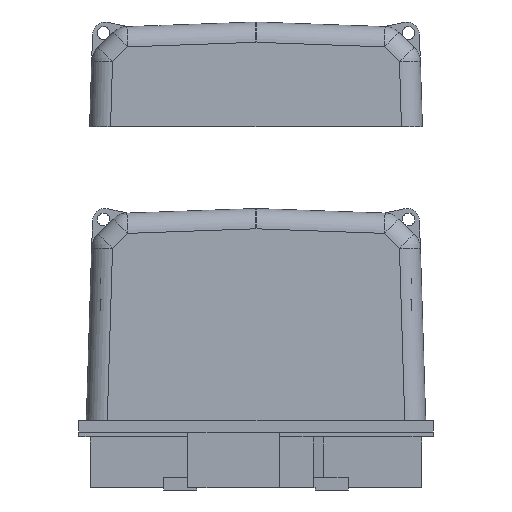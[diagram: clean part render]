
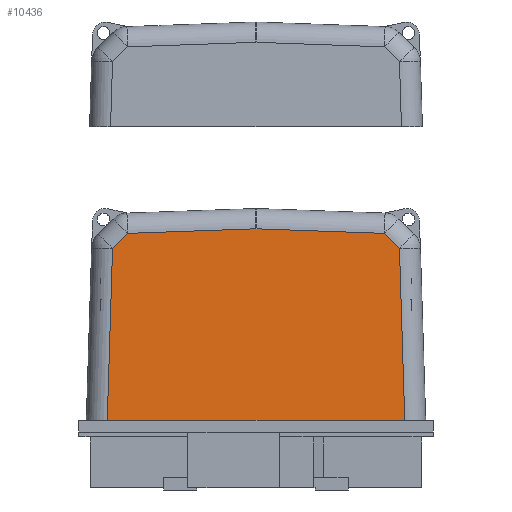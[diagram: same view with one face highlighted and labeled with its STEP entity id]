
A CAD part, front view. The second image highlights one B-rep face of the part: STEP entity #10436.
In plain terms, the highlighted planar face has unit normal (0, -1, 0.033).
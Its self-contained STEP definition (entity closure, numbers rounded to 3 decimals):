
#5061=ORIENTED_EDGE('',*,*,#7074,.F.);
#5062=ORIENTED_EDGE('',*,*,#7076,.F.);
#5063=ORIENTED_EDGE('',*,*,#7077,.F.);
#5064=ORIENTED_EDGE('',*,*,#7078,.F.);
#5065=ORIENTED_EDGE('',*,*,#7079,.F.);
#5066=ORIENTED_EDGE('',*,*,#7025,.F.);
#5067=ORIENTED_EDGE('',*,*,#7035,.F.);
#5941=VECTOR('',#7961,1.);
#5947=VECTOR('',#7983,1.);
#5972=VECTOR('',#8056,1.);
#5974=VECTOR('',#8060,1.);
#5975=VECTOR('',#8061,1.);
#5976=VECTOR('',#8062,1.);
#5977=VECTOR('',#8063,1.);
#6328=LINE('',#9008,#5941);
#6334=LINE('',#9029,#5947);
#6359=LINE('',#9105,#5972);
#6361=LINE('',#9109,#5974);
#6362=LINE('',#9111,#5975);
#6363=LINE('',#9113,#5976);
#6364=LINE('',#9114,#5977);
#6706=VERTEX_POINT('',#9005);
#6707=VERTEX_POINT('',#9007);
#6713=VERTEX_POINT('',#9026);
#6741=VERTEX_POINT('',#9101);
#6742=VERTEX_POINT('',#9108);
#6743=VERTEX_POINT('',#9110);
#6744=VERTEX_POINT('',#9112);
#7025=EDGE_CURVE('',#6706,#6707,#6328,.T.);
#7035=EDGE_CURVE('',#6713,#6706,#6334,.T.);
#7074=EDGE_CURVE('',#6741,#6713,#6359,.T.);
#7076=EDGE_CURVE('',#6742,#6741,#6361,.T.);
#7077=EDGE_CURVE('',#6743,#6742,#6362,.T.);
#7078=EDGE_CURVE('',#6744,#6743,#6363,.T.);
#7079=EDGE_CURVE('',#6707,#6744,#6364,.T.);
#7509=EDGE_LOOP('',(#5061,#5062,#5063,#5064,#5065,#5066,#5067));
#7720=FACE_BOUND('',#7509,.T.);
#7961=DIRECTION('',(-425.937,0.,0.));
#7983=DIRECTION('',(7.585,-8.129,-246.427));
#8056=DIRECTION('',(21.636,-0.704,-21.355));
#8058=DIRECTION('',(0.,-0.999,0.033));
#8059=DIRECTION('',(-0.999,0.,0.));
#8060=DIRECTION('',(183.747,-0.216,-6.546));
#8061=DIRECTION('',(183.747,0.216,6.546));
#8062=DIRECTION('',(21.636,0.704,21.355));
#8063=DIRECTION('',(7.585,8.129,246.427));
#9005=CARTESIAN_POINT('',(537.258,-256.347,605.553));
#9007=CARTESIAN_POINT('',(111.321,-256.347,605.553));
#9008=CARTESIAN_POINT('',(537.258,-256.347,605.553));
#9026=CARTESIAN_POINT('',(529.673,-248.218,851.979));
#9029=CARTESIAN_POINT('',(529.673,-248.218,851.979));
#9101=CARTESIAN_POINT('',(508.037,-247.513,873.335));
#9105=CARTESIAN_POINT('',(508.037,-247.513,873.335));
#9107=CARTESIAN_POINT('',(508.037,-247.513,873.335));
#9108=CARTESIAN_POINT('',(324.29,-247.297,879.88));
#9109=CARTESIAN_POINT('',(324.29,-247.297,879.88));
#9110=CARTESIAN_POINT('',(140.543,-247.513,873.335));
#9111=CARTESIAN_POINT('',(140.543,-247.513,873.335));
#9112=CARTESIAN_POINT('',(118.906,-248.218,851.979));
#9113=CARTESIAN_POINT('',(118.906,-248.218,851.979));
#9114=CARTESIAN_POINT('',(111.321,-256.347,605.553));
#10013=AXIS2_PLACEMENT_3D('',#9107,#8058,#8059);
#10310=PLANE('',#10013);
#10436=ADVANCED_FACE('',(#7720),#10310,.T.);
